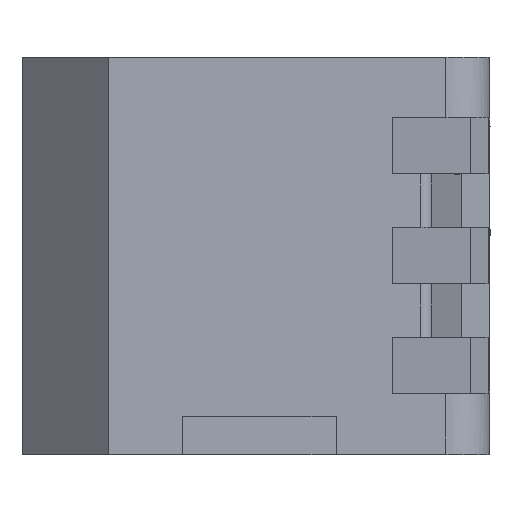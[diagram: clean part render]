
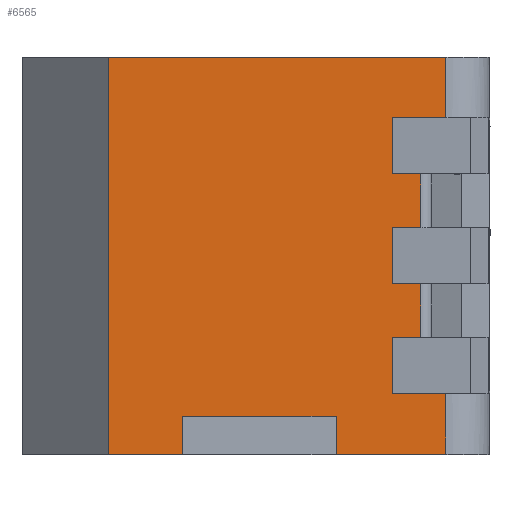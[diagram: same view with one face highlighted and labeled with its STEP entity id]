
A CAD part, top view. The second image highlights one B-rep face of the part: STEP entity #6565.
In plain terms, the highlighted planar face has unit normal (0, 0, 1).
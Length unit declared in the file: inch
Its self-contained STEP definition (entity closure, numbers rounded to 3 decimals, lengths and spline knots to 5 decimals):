
#405=CARTESIAN_POINT('',(0.1248,0.07441,0.3937));
#406=VERTEX_POINT('',#405);
#413=CARTESIAN_POINT('',(0.15054,0.07441,0.3937));
#414=VERTEX_POINT('',#413);
#415=CARTESIAN_POINT('',(0.15054,0.07441,0.3937));
#416=DIRECTION('',(-1.0,0.0,0.0));
#417=VECTOR('',#416,0.02574);
#418=LINE('',#415,#417);
#419=EDGE_CURVE('',#414,#406,#418,.T.);
#445=CARTESIAN_POINT('',(0.1248,0.12559,0.3937));
#446=VERTEX_POINT('',#445);
#453=CARTESIAN_POINT('',(0.1248,0.07441,0.3937));
#454=DIRECTION('',(0.0,1.0,0.0));
#455=VECTOR('',#454,0.05118);
#456=LINE('',#453,#455);
#457=EDGE_CURVE('',#406,#446,#456,.T.);
#486=CARTESIAN_POINT('',(0.17323,0.12559,0.3937));
#487=VERTEX_POINT('',#486);
#495=CARTESIAN_POINT('',(0.1248,0.12559,0.3937));
#496=DIRECTION('',(1.0,0.0,0.0));
#497=VECTOR('',#496,0.04843);
#498=LINE('',#495,#497);
#499=EDGE_CURVE('',#446,#487,#498,.T.);
#747=CARTESIAN_POINT('',(0.1248,-0.02559,0.3937));
#748=VERTEX_POINT('',#747);
#755=CARTESIAN_POINT('',(0.15054,-0.02559,0.3937));
#756=VERTEX_POINT('',#755);
#757=CARTESIAN_POINT('',(0.15054,-0.02559,0.3937));
#758=DIRECTION('',(-1.0,0.0,0.0));
#759=VECTOR('',#758,0.02574);
#760=LINE('',#757,#759);
#761=EDGE_CURVE('',#756,#748,#760,.T.);
#787=CARTESIAN_POINT('',(0.1248,0.02559,0.3937));
#788=VERTEX_POINT('',#787);
#795=CARTESIAN_POINT('',(0.1248,-0.02559,0.3937));
#796=DIRECTION('',(0.0,1.0,0.0));
#797=VECTOR('',#796,0.05118);
#798=LINE('',#795,#797);
#799=EDGE_CURVE('',#748,#788,#798,.T.);
#819=CARTESIAN_POINT('',(0.15054,0.02559,0.3937));
#820=VERTEX_POINT('',#819);
#828=CARTESIAN_POINT('',(0.1248,0.02559,0.3937));
#829=DIRECTION('',(1.0,0.0,0.0));
#830=VECTOR('',#829,0.02574);
#831=LINE('',#828,#830);
#832=EDGE_CURVE('',#788,#820,#831,.T.);
#1088=CARTESIAN_POINT('',(0.1248,-0.12559,0.3937));
#1089=VERTEX_POINT('',#1088);
#1096=CARTESIAN_POINT('',(0.17323,-0.12559,0.3937));
#1097=VERTEX_POINT('',#1096);
#1098=CARTESIAN_POINT('',(0.17323,-0.12559,0.3937));
#1099=DIRECTION('',(-1.0,0.0,0.0));
#1100=VECTOR('',#1099,0.04843);
#1101=LINE('',#1098,#1100);
#1102=EDGE_CURVE('',#1097,#1089,#1101,.T.);
#1137=CARTESIAN_POINT('',(0.1248,-0.07441,0.3937));
#1138=VERTEX_POINT('',#1137);
#1145=CARTESIAN_POINT('',(0.1248,-0.12559,0.3937));
#1146=DIRECTION('',(0.0,1.0,0.0));
#1147=VECTOR('',#1146,0.05118);
#1148=LINE('',#1145,#1147);
#1149=EDGE_CURVE('',#1089,#1138,#1148,.T.);
#1169=CARTESIAN_POINT('',(0.15054,-0.07441,0.3937));
#1170=VERTEX_POINT('',#1169);
#1178=CARTESIAN_POINT('',(0.1248,-0.07441,0.3937));
#1179=DIRECTION('',(1.0,0.0,0.0));
#1180=VECTOR('',#1179,0.02574);
#1181=LINE('',#1178,#1180);
#1182=EDGE_CURVE('',#1138,#1170,#1181,.T.);
#6386=CARTESIAN_POINT('',(0.07323,-0.18071,0.3937));
#6387=VERTEX_POINT('',#6386);
#6394=CARTESIAN_POINT('',(0.07323,-0.14606,0.3937));
#6395=VERTEX_POINT('',#6394);
#6396=CARTESIAN_POINT('',(0.07323,-0.14606,0.3937));
#6397=DIRECTION('',(0.0,-1.0,0.0));
#6398=VECTOR('',#6397,0.03465);
#6399=LINE('',#6396,#6398);
#6400=EDGE_CURVE('',#6395,#6387,#6399,.T.);
#6425=CARTESIAN_POINT('',(-0.06614,-0.14606,0.3937));
#6426=VERTEX_POINT('',#6425);
#6427=CARTESIAN_POINT('',(-0.06614,-0.14606,0.3937));
#6428=DIRECTION('',(1.0,0.0,0.0));
#6429=VECTOR('',#6428,0.13937);
#6430=LINE('',#6427,#6429);
#6431=EDGE_CURVE('',#6426,#6395,#6430,.T.);
#6456=CARTESIAN_POINT('',(-0.06614,-0.18071,0.3937));
#6457=VERTEX_POINT('',#6456);
#6458=CARTESIAN_POINT('',(-0.06614,-0.18071,0.3937));
#6459=DIRECTION('',(0.0,1.0,0.0));
#6460=VECTOR('',#6459,0.03465);
#6461=LINE('',#6458,#6460);
#6462=EDGE_CURVE('',#6457,#6426,#6461,.T.);
#6490=CARTESIAN_POINT('',(-0.14921,0.19878,0.3937));
#6491=DIRECTION('',(0.0,0.0,1.0));
#6492=DIRECTION('',(1.0,0.0,0.0));
#6493=AXIS2_PLACEMENT_3D('',#6490,#6491,#6492);
#6494=PLANE('',#6493);
#6495=ORIENTED_EDGE('',*,*,#6462,.T.);
#6496=ORIENTED_EDGE('',*,*,#6431,.T.);
#6497=ORIENTED_EDGE('',*,*,#6400,.T.);
#6498=CARTESIAN_POINT('',(0.17323,-0.18071,0.3937));
#6499=VERTEX_POINT('',#6498);
#6500=CARTESIAN_POINT('',(0.07323,-0.18071,0.3937));
#6501=DIRECTION('',(1.0,0.0,0.0));
#6502=VECTOR('',#6501,0.1);
#6503=LINE('',#6500,#6502);
#6504=EDGE_CURVE('',#6387,#6499,#6503,.T.);
#6505=ORIENTED_EDGE('',*,*,#6504,.T.);
#6506=CARTESIAN_POINT('',(0.17323,-0.12559,0.3937));
#6507=DIRECTION('',(0.0,-1.0,0.0));
#6508=VECTOR('',#6507,0.05512);
#6509=LINE('',#6506,#6508);
#6510=EDGE_CURVE('',#1097,#6499,#6509,.T.);
#6511=ORIENTED_EDGE('',*,*,#6510,.F.);
#6512=ORIENTED_EDGE('',*,*,#1102,.T.);
#6513=ORIENTED_EDGE('',*,*,#1149,.T.);
#6514=ORIENTED_EDGE('',*,*,#1182,.T.);
#6515=CARTESIAN_POINT('',(0.15054,-0.02559,0.3937));
#6516=DIRECTION('',(0.0,-1.0,0.0));
#6517=VECTOR('',#6516,0.04882);
#6518=LINE('',#6515,#6517);
#6519=EDGE_CURVE('',#756,#1170,#6518,.T.);
#6520=ORIENTED_EDGE('',*,*,#6519,.F.);
#6521=ORIENTED_EDGE('',*,*,#761,.T.);
#6522=ORIENTED_EDGE('',*,*,#799,.T.);
#6523=ORIENTED_EDGE('',*,*,#832,.T.);
#6524=CARTESIAN_POINT('',(0.15054,0.07441,0.3937));
#6525=DIRECTION('',(0.0,-1.0,0.0));
#6526=VECTOR('',#6525,0.04882);
#6527=LINE('',#6524,#6526);
#6528=EDGE_CURVE('',#414,#820,#6527,.T.);
#6529=ORIENTED_EDGE('',*,*,#6528,.F.);
#6530=ORIENTED_EDGE('',*,*,#419,.T.);
#6531=ORIENTED_EDGE('',*,*,#457,.T.);
#6532=ORIENTED_EDGE('',*,*,#499,.T.);
#6533=CARTESIAN_POINT('',(0.17323,0.18071,0.3937));
#6534=VERTEX_POINT('',#6533);
#6535=CARTESIAN_POINT('',(0.17323,0.18071,0.3937));
#6536=DIRECTION('',(0.0,-1.0,0.0));
#6537=VECTOR('',#6536,0.05512);
#6538=LINE('',#6535,#6537);
#6539=EDGE_CURVE('',#6534,#487,#6538,.T.);
#6540=ORIENTED_EDGE('',*,*,#6539,.F.);
#6541=CARTESIAN_POINT('',(-0.13386,0.18071,0.3937));
#6542=VERTEX_POINT('',#6541);
#6543=CARTESIAN_POINT('',(-0.13386,0.18071,0.3937));
#6544=DIRECTION('',(1.0,0.0,0.0));
#6545=VECTOR('',#6544,0.30709);
#6546=LINE('',#6543,#6545);
#6547=EDGE_CURVE('',#6542,#6534,#6546,.T.);
#6548=ORIENTED_EDGE('',*,*,#6547,.F.);
#6549=CARTESIAN_POINT('',(-0.13386,-0.18071,0.3937));
#6550=VERTEX_POINT('',#6549);
#6551=CARTESIAN_POINT('',(-0.13386,0.18071,0.3937));
#6552=DIRECTION('',(0.0,-1.0,0.0));
#6553=VECTOR('',#6552,0.36142);
#6554=LINE('',#6551,#6553);
#6555=EDGE_CURVE('',#6542,#6550,#6554,.T.);
#6556=ORIENTED_EDGE('',*,*,#6555,.T.);
#6557=CARTESIAN_POINT('',(-0.13386,-0.18071,0.3937));
#6558=DIRECTION('',(1.0,0.0,0.0));
#6559=VECTOR('',#6558,0.06772);
#6560=LINE('',#6557,#6559);
#6561=EDGE_CURVE('',#6550,#6457,#6560,.T.);
#6562=ORIENTED_EDGE('',*,*,#6561,.T.);
#6563=EDGE_LOOP('',(#6495,#6496,#6497,#6505,#6511,#6512,#6513,#6514,#6520,#6521,#6522,#6523,#6529,#6530,#6531,#6532,#6540,#6548,#6556,#6562));
#6564=FACE_OUTER_BOUND('',#6563,.T.);
#6565=ADVANCED_FACE('',(#6564),#6494,.T.);
